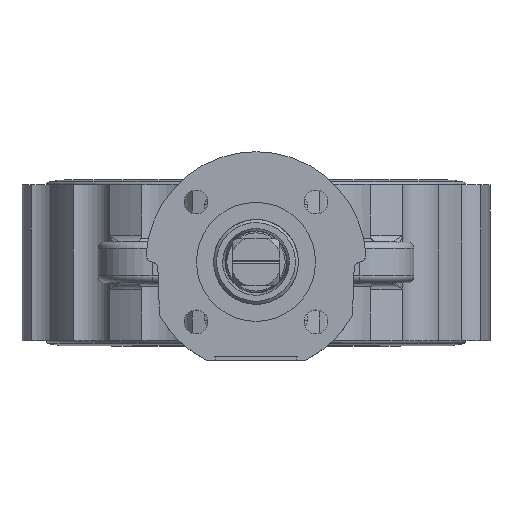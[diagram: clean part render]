
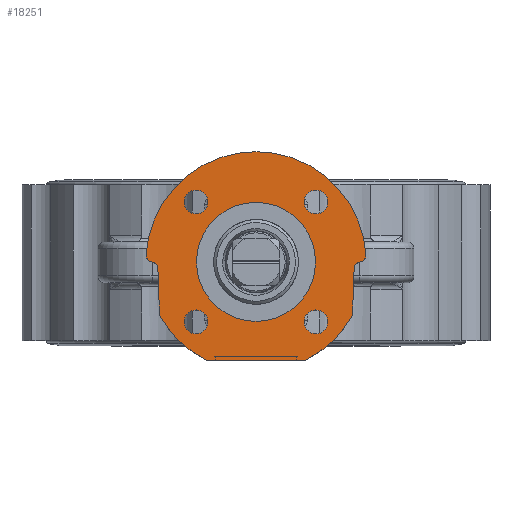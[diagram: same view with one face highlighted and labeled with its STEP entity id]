
A CAD part, top view. The second image highlights one B-rep face of the part: STEP entity #18251.
In plain terms, the highlighted planar face has unit normal (0, 0, 1).
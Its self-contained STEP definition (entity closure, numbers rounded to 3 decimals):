
#1766=CARTESIAN_POINT('',(-30.683,0.016,157.0));
#1767=VERTEX_POINT('',#1766);
#1768=CARTESIAN_POINT('',(-32.43,2.131,157.0));
#1769=VERTEX_POINT('',#1768);
#1770=CARTESIAN_POINT('',(-30.434,2.,157.0));
#1771=DIRECTION('',(0.0,0.0,-1.));
#1772=DIRECTION('',(-0.73,-0.684,0.0));
#1773=AXIS2_PLACEMENT_3D('',#1770,#1771,#1772);
#1774=CIRCLE('',#1773,2.);
#1775=EDGE_CURVE('',#1767,#1769,#1774,.T.);
#1808=CARTESIAN_POINT('',(-28.934,-1.899,157.0));
#1809=VERTEX_POINT('',#1808);
#1810=CARTESIAN_POINT('',(-30.932,-1.969,157.0));
#1811=DIRECTION('',(0.0,0.0,1.0));
#1812=DIRECTION('',(-0.999,-0.035,0.0));
#1813=AXIS2_PLACEMENT_3D('',#1810,#1811,#1812);
#1814=CIRCLE('',#1813,2.);
#1815=EDGE_CURVE('',#1809,#1767,#1814,.T.);
#1841=CARTESIAN_POINT('',(32.43,2.131,157.0));
#1842=VERTEX_POINT('',#1841);
#1843=CARTESIAN_POINT('',(0.,0.,157.0));
#1844=DIRECTION('',(0.0,0.0,-1.0));
#1845=DIRECTION('',(1.0,0.0,0.0));
#1846=AXIS2_PLACEMENT_3D('',#1843,#1844,#1845);
#1847=CIRCLE('',#1846,32.5);
#1848=EDGE_CURVE('',#1769,#1842,#1847,.T.);
#1874=CARTESIAN_POINT('',(30.683,0.016,157.0));
#1875=VERTEX_POINT('',#1874);
#1876=CARTESIAN_POINT('',(30.434,2.0,157.0));
#1877=DIRECTION('',(0.0,0.0,-1.0));
#1878=DIRECTION('',(0.73,-0.684,0.0));
#1879=AXIS2_PLACEMENT_3D('',#1876,#1877,#1878);
#1880=CIRCLE('',#1879,2.0);
#1881=EDGE_CURVE('',#1842,#1875,#1880,.T.);
#1907=CARTESIAN_POINT('',(28.934,-1.899,157.0));
#1908=VERTEX_POINT('',#1907);
#1909=CARTESIAN_POINT('',(30.932,-1.969,157.0));
#1910=DIRECTION('',(0.0,0.0,1.0));
#1911=DIRECTION('',(0.999,-0.035,0.0));
#1912=AXIS2_PLACEMENT_3D('',#1909,#1910,#1911);
#1913=CIRCLE('',#1912,2.);
#1914=EDGE_CURVE('',#1875,#1908,#1913,.T.);
#18059=CARTESIAN_POINT('',(-28.451,-15.709,157.0));
#18060=VERTEX_POINT('',#18059);
#18061=CARTESIAN_POINT('',(-28.451,-15.709,157.));
#18062=DIRECTION('',(-0.035,0.999,0.0));
#18063=VECTOR('',#18062,13.818);
#18064=LINE('',#18061,#18063);
#18065=EDGE_CURVE('',#18060,#1809,#18064,.T.);
#18083=CARTESIAN_POINT('',(-14.671,-29.,157.0));
#18084=VERTEX_POINT('',#18083);
#18085=CARTESIAN_POINT('',(0.,0.,157.0));
#18086=DIRECTION('',(0.0,0.0,-1.0));
#18087=DIRECTION('',(-0.875,-0.483,0.0));
#18088=AXIS2_PLACEMENT_3D('',#18085,#18086,#18087);
#18089=CIRCLE('',#18088,32.5);
#18090=EDGE_CURVE('',#18084,#18060,#18089,.T.);
#18108=CARTESIAN_POINT('',(14.671,-29.,157.0));
#18109=VERTEX_POINT('',#18108);
#18110=CARTESIAN_POINT('',(14.671,-29.,157.));
#18111=DIRECTION('',(-1.0,0.0,0.0));
#18112=VECTOR('',#18111,29.343);
#18113=LINE('',#18110,#18112);
#18114=EDGE_CURVE('',#18109,#18084,#18113,.T.);
#18142=CARTESIAN_POINT('',(28.451,-15.709,157.0));
#18143=VERTEX_POINT('',#18142);
#18144=CARTESIAN_POINT('',(0.,0.,157.0));
#18145=DIRECTION('',(0.0,0.0,-1.0));
#18146=DIRECTION('',(0.451,-0.892,0.0));
#18147=AXIS2_PLACEMENT_3D('',#18144,#18145,#18146);
#18148=CIRCLE('',#18147,32.5);
#18149=EDGE_CURVE('',#18143,#18109,#18148,.T.);
#18167=CARTESIAN_POINT('',(28.934,-1.899,157.));
#18168=DIRECTION('',(-0.035,-0.999,0.0));
#18169=VECTOR('',#18168,13.818);
#18170=LINE('',#18167,#18169);
#18171=EDGE_CURVE('',#1908,#18143,#18170,.T.);
#18179=CARTESIAN_POINT('',(-69.001,32.501,157.0));
#18180=DIRECTION('',(0.0,0.0,-1.0));
#18181=DIRECTION('',(-1.0,0.0,0.0));
#18182=AXIS2_PLACEMENT_3D('',#18179,#18180,#18181);
#18183=PLANE('',#18182);
#18184=ORIENTED_EDGE('',*,*,#1815,.F.);
#18185=ORIENTED_EDGE('',*,*,#18065,.F.);
#18186=ORIENTED_EDGE('',*,*,#18090,.F.);
#18187=ORIENTED_EDGE('',*,*,#18114,.F.);
#18188=ORIENTED_EDGE('',*,*,#18149,.F.);
#18189=ORIENTED_EDGE('',*,*,#18171,.F.);
#18190=ORIENTED_EDGE('',*,*,#1914,.F.);
#18191=ORIENTED_EDGE('',*,*,#1881,.F.);
#18192=ORIENTED_EDGE('',*,*,#1848,.F.);
#18193=ORIENTED_EDGE('',*,*,#1775,.F.);
#18194=EDGE_LOOP('',(#18184,#18185,#18186,#18187,#18188,#18189,#18190,#18191,#18192,#18193));
#18195=FACE_OUTER_BOUND('',#18194,.T.);
#18196=CARTESIAN_POINT('',(-21.178,-17.678,157.0));
#18197=VERTEX_POINT('',#18196);
#18198=CARTESIAN_POINT('',(-17.678,-17.678,157.0));
#18199=DIRECTION('',(0.0,0.0,-1.0));
#18200=DIRECTION('',(-1.0,0.0,0.0));
#18201=AXIS2_PLACEMENT_3D('',#18198,#18199,#18200);
#18202=CIRCLE('',#18201,3.5);
#18203=EDGE_CURVE('',#18197,#18197,#18202,.T.);
#18204=ORIENTED_EDGE('',*,*,#18203,.T.);
#18205=EDGE_LOOP('',(#18204));
#18206=FACE_BOUND('',#18205,.T.);
#18207=CARTESIAN_POINT('',(-17.678,21.178,157.0));
#18208=VERTEX_POINT('',#18207);
#18209=CARTESIAN_POINT('',(-17.678,17.678,157.0));
#18210=DIRECTION('',(0.0,0.0,-1.0));
#18211=DIRECTION('',(0.0,1.0,0.0));
#18212=AXIS2_PLACEMENT_3D('',#18209,#18210,#18211);
#18213=CIRCLE('',#18212,3.5);
#18214=EDGE_CURVE('',#18208,#18208,#18213,.T.);
#18215=ORIENTED_EDGE('',*,*,#18214,.T.);
#18216=EDGE_LOOP('',(#18215));
#18217=FACE_BOUND('',#18216,.T.);
#18218=CARTESIAN_POINT('',(17.678,-21.178,157.0));
#18219=VERTEX_POINT('',#18218);
#18220=CARTESIAN_POINT('',(17.678,-17.678,157.0));
#18221=DIRECTION('',(0.0,0.0,-1.0));
#18222=DIRECTION('',(0.0,-1.0,0.0));
#18223=AXIS2_PLACEMENT_3D('',#18220,#18221,#18222);
#18224=CIRCLE('',#18223,3.5);
#18225=EDGE_CURVE('',#18219,#18219,#18224,.T.);
#18226=ORIENTED_EDGE('',*,*,#18225,.T.);
#18227=EDGE_LOOP('',(#18226));
#18228=FACE_BOUND('',#18227,.T.);
#18229=CARTESIAN_POINT('',(21.178,17.678,157.0));
#18230=VERTEX_POINT('',#18229);
#18231=CARTESIAN_POINT('',(17.678,17.678,157.0));
#18232=DIRECTION('',(0.0,0.0,-1.0));
#18233=DIRECTION('',(1.0,0.0,0.0));
#18234=AXIS2_PLACEMENT_3D('',#18231,#18232,#18233);
#18235=CIRCLE('',#18234,3.5);
#18236=EDGE_CURVE('',#18230,#18230,#18235,.T.);
#18237=ORIENTED_EDGE('',*,*,#18236,.T.);
#18238=EDGE_LOOP('',(#18237));
#18239=FACE_BOUND('',#18238,.T.);
#18240=CARTESIAN_POINT('',(17.55,0.,157.0));
#18241=VERTEX_POINT('',#18240);
#18242=CARTESIAN_POINT('',(0.,0.,157.0));
#18243=DIRECTION('',(0.0,0.0,-1.0));
#18244=DIRECTION('',(1.0,0.0,0.0));
#18245=AXIS2_PLACEMENT_3D('',#18242,#18243,#18244);
#18246=CIRCLE('',#18245,17.55);
#18247=EDGE_CURVE('',#18241,#18241,#18246,.T.);
#18248=ORIENTED_EDGE('',*,*,#18247,.T.);
#18249=EDGE_LOOP('',(#18248));
#18250=FACE_BOUND('',#18249,.T.);
#18251=ADVANCED_FACE('',(#18195,#18206,#18217,#18228,#18239,#18250),#18183,.F.);
